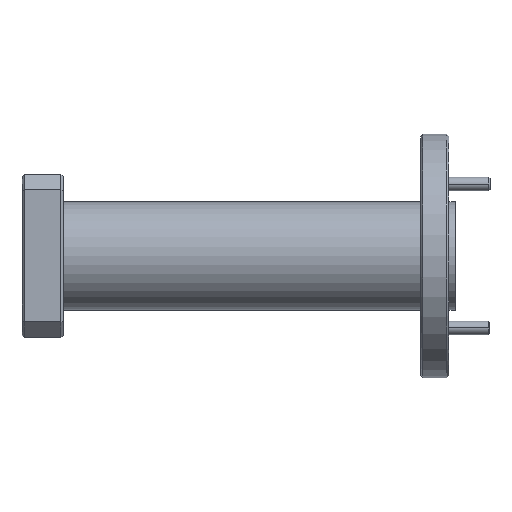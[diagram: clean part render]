
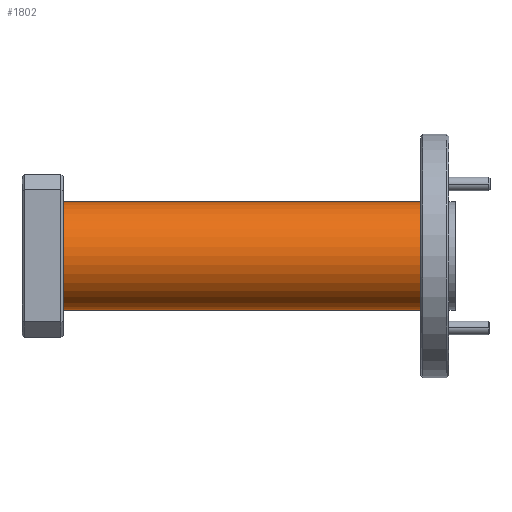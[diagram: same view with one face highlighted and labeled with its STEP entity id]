
A CAD part, top view. The second image highlights one B-rep face of the part: STEP entity #1802.
In plain terms, the highlighted cylindrical face has radius 6.35 mm (diameter 12.7 mm), a partial arc.
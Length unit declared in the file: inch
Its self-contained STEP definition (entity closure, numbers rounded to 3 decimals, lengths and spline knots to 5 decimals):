
#38 = AXIS2_PLACEMENT_3D ( 'NONE', #972, #3462, #3448 ) ;
#115 = VERTEX_POINT ( 'NONE', #2445 ) ;
#155 = DIRECTION ( 'NONE',  ( 1., 0., 0. ) ) ;
#169 = ORIENTED_EDGE ( 'NONE', *, *, #733, .T. ) ;
#211 = CARTESIAN_POINT ( 'NONE',  ( 0.19, 0.25, 0. ) ) ;
#228 = AXIS2_PLACEMENT_3D ( 'NONE', #685, #155, #2068 ) ;
#389 = CARTESIAN_POINT ( 'NONE',  ( 1.84, -0.25, 0. ) ) ;
#685 = CARTESIAN_POINT ( 'NONE',  ( 0.19, 0., 0. ) ) ;
#733 = EDGE_CURVE ( 'NONE', #1465, #115, #3399, .T. ) ;
#771 = CARTESIAN_POINT ( 'NONE',  ( 1.84, 0.25, 0. ) ) ;
#773 = DIRECTION ( 'NONE',  ( 1., 0., 0. ) ) ;
#950 = EDGE_CURVE ( 'NONE', #1465, #2744, #3351, .T. ) ;
#960 = EDGE_CURVE ( 'NONE', #115, #1692, #1447, .T. ) ;
#972 = CARTESIAN_POINT ( 'NONE',  ( 0., 0., 0. ) ) ;
#1064 = CARTESIAN_POINT ( 'NONE',  ( 1.84, 0., 0. ) ) ;
#1098 = CARTESIAN_POINT ( 'NONE',  ( 0., -0.25, 0. ) ) ;
#1297 = FACE_OUTER_BOUND ( 'NONE', #1578, .T. ) ;
#1446 = EDGE_CURVE ( 'NONE', #2744, #1692, #2319, .T. ) ;
#1447 = LINE ( 'NONE', #1098, #2076 ) ;
#1465 = VERTEX_POINT ( 'NONE', #211 ) ;
#1522 = CYLINDRICAL_SURFACE ( 'NONE', #38, 0.25 ) ;
#1578 = EDGE_LOOP ( 'NONE', ( #169, #2652, #1813, #3310 ) ) ;
#1692 = VERTEX_POINT ( 'NONE', #389 ) ;
#1802 = ADVANCED_FACE ( 'NONE', ( #1297 ), #1522, .T. ) ;
#1813 = ORIENTED_EDGE ( 'NONE', *, *, #1446, .F. ) ;
#2068 = DIRECTION ( 'NONE',  ( 0., 1., 0. ) ) ;
#2076 = VECTOR ( 'NONE', #3003, 39.37008 ) ;
#2101 = DIRECTION ( 'NONE',  ( 0., 1., 0. ) ) ;
#2319 = CIRCLE ( 'NONE', #3364, 0.25 ) ;
#2445 = CARTESIAN_POINT ( 'NONE',  ( 0.19, -0.25, 0. ) ) ;
#2652 = ORIENTED_EDGE ( 'NONE', *, *, #960, .T. ) ;
#2724 = VECTOR ( 'NONE', #3226, 39.37008 ) ;
#2744 = VERTEX_POINT ( 'NONE', #771 ) ;
#2932 = CARTESIAN_POINT ( 'NONE',  ( 0., 0.25, 0. ) ) ;
#3003 = DIRECTION ( 'NONE',  ( 1., 0., 0. ) ) ;
#3226 = DIRECTION ( 'NONE',  ( 1., 0., 0. ) ) ;
#3310 = ORIENTED_EDGE ( 'NONE', *, *, #950, .F. ) ;
#3351 = LINE ( 'NONE', #2932, #2724 ) ;
#3364 = AXIS2_PLACEMENT_3D ( 'NONE', #1064, #773, #2101 ) ;
#3399 = CIRCLE ( 'NONE', #228, 0.25 ) ;
#3448 = DIRECTION ( 'NONE',  ( 0., 1., 0. ) ) ;
#3462 = DIRECTION ( 'NONE',  ( 1., 0., 0. ) ) ;
